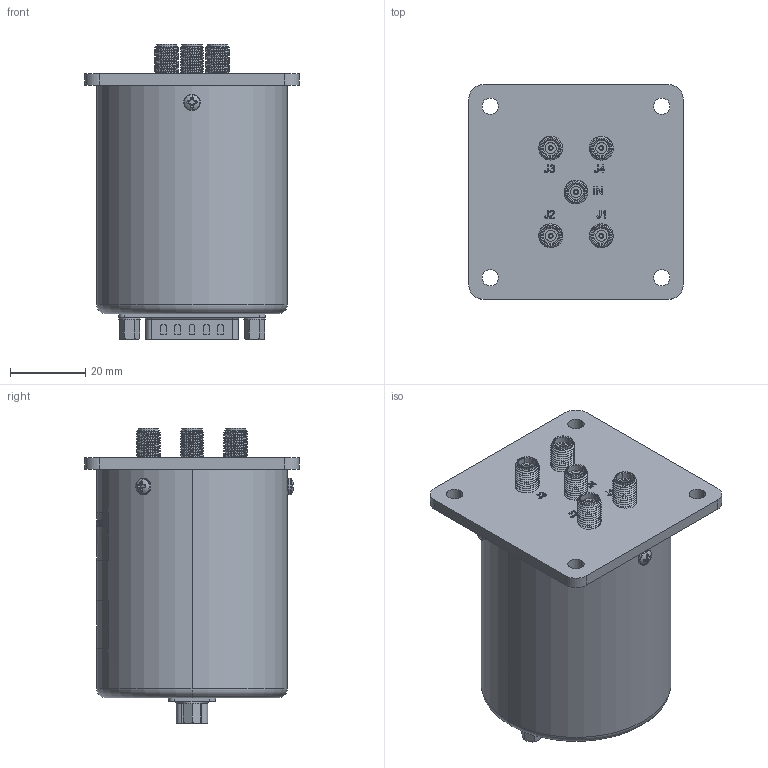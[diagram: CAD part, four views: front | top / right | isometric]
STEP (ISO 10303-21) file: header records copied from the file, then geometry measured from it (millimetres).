
FILE_DESCRIPTION (( 'STEP AP214' ), '1' );
FILE_NAME ('PE71S6457.step', '2021-02-25T20:39:04', ( '' ), ( '' ), 'SwSTEP 2.0', 'SolidWorks 2018', '' );
FILE_SCHEMA (( 'AUTOMOTIVE_DESIGN' ));
Length unit declared in the file: inch
Products named in the file (1): PE71S6457
Bounding box: 57.15 x 57.15 x 78.79 mm (x, y, z)
Volume: 134898 mm3; surface area: 20132.4 mm2
Topology: 4 solids, 4 shells, 1197 faces, 3177 edges, 2067 vertices
Faces by surface type: cylinder 453, plane 407, bspline 202, cone 80, sphere 36, torus 19
Entity records: 52747 total; most frequent: CARTESIAN_POINT 26148, ORIENTED_EDGE 6264, DIRECTION 4571, EDGE_CURVE 3132, VERTEX_POINT 2052, AXIS2_PLACEMENT_3D 1660, EDGE_LOOP 1314, LINE 1251
